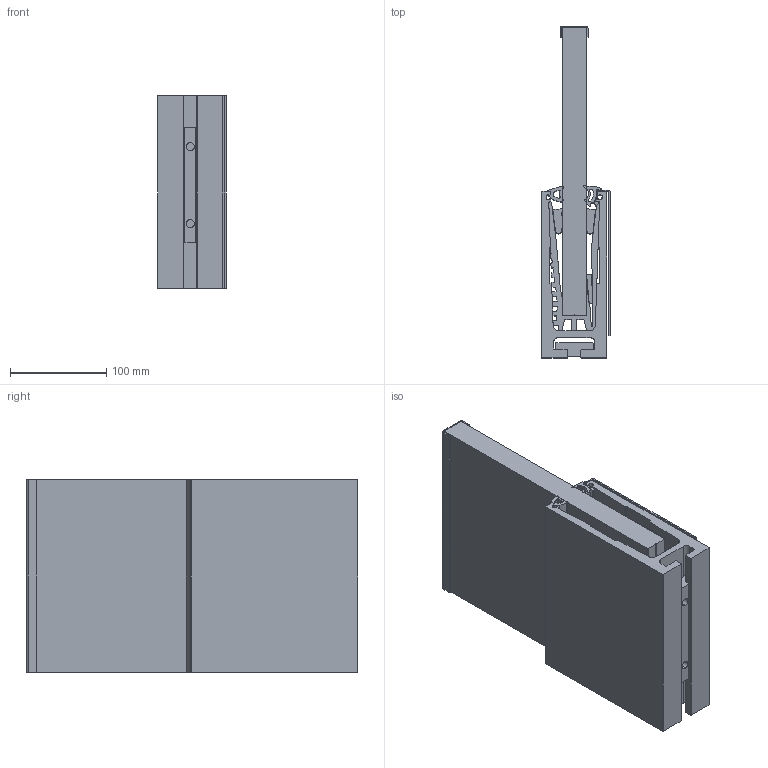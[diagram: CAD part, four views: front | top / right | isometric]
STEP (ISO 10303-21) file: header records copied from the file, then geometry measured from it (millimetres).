
FILE_DESCRIPTION (( 'STEP AP214' ), '1' );
FILE_NAME ('GGG-C - 24Glas.step', '2024-03-08T09:09:18', ( '' ), ( '' ), 'SwSTEP 2.0', 'SolidWorks 2022', '' );
FILE_SCHEMA (( 'AUTOMOTIVE_DESIGN' ));
Length unit declared in the file: millimetre
Products named in the file (11): 137329_01; 137353_01; Einhängeblech_01; Glas 24mm_01; 136205_01; 137334_01; GGG-C - 24Glas; 137350-M_01; 137333_01; 137330_01; 137328_01
Assembly tree (11 placements, depth 2):
  GGG-C - 24Glas
    137350-M_01
    137353_01
    137328_01
    Glas 24mm_01
    137329_01
    137330_01  x2
    137333_01
    136205_01
    Einhängeblech_01
    137334_01
Bounding box: 71.7 x 345.25 x 200 mm (x, y, z)
Volume: 2746101.9 mm3; surface area: 613201.5 mm2
Topology: 11 solids, 11 shells, 845 faces, 2458 edges, 1636 vertices
Faces by surface type: plane 554, cylinder 291
Entity records: 25631 total; most frequent: CARTESIAN_POINT 4731, ORIENTED_EDGE 4418, DIRECTION 4135, EDGE_CURVE 2209, LINE 1703, VECTOR 1703, VERTEX_POINT 1470, AXIS2_PLACEMENT_3D 1216
